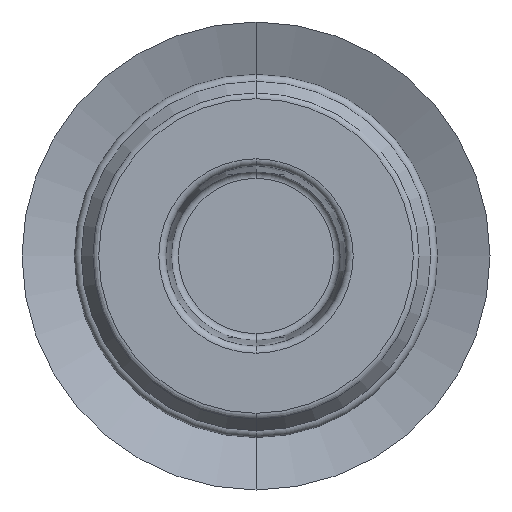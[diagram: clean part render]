
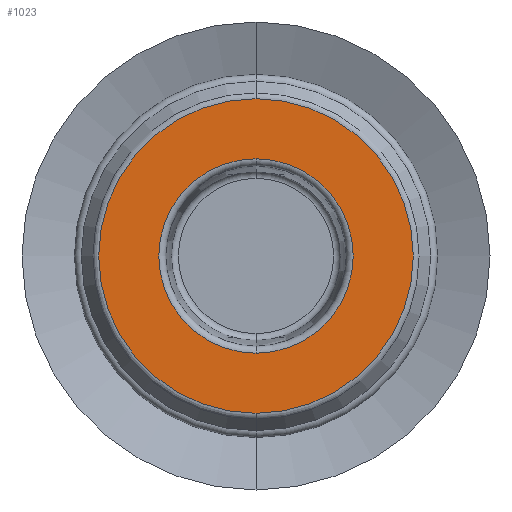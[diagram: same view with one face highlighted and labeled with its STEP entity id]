
A CAD part, front view. The second image highlights one B-rep face of the part: STEP entity #1023.
In plain terms, the highlighted planar face has unit normal (0, -1, 0).
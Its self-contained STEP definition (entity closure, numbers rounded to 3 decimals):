
#162 = CARTESIAN_POINT ( 'NONE',  ( 0., -3.4, 0. ) ) ;
#163 = DIRECTION ( 'NONE',  ( 0., 1., 0. ) ) ;
#164 = DIRECTION ( 'NONE',  ( 0., 0., 1. ) ) ;
#174 = ORIENTED_EDGE ( 'NONE', *, *, #1109, .F. ) ;
#175 = ORIENTED_EDGE ( 'NONE', *, *, #1040, .F. ) ;
#176 = ORIENTED_EDGE ( 'NONE', *, *, #1033, .T. ) ;
#177 = ORIENTED_EDGE ( 'NONE', *, *, #1117, .T. ) ;
#246 = FACE_BOUND ( 'NONE', #620, .T. ) ;
#247 = FACE_OUTER_BOUND ( 'NONE', #621, .T. ) ;
#371 = AXIS2_PLACEMENT_3D ( 'NONE', #759, #760, #761 ) ;
#400 = CIRCLE ( 'NONE', #401, 6.958 ) ;
#401 = AXIS2_PLACEMENT_3D ( 'NONE', #789, #790, #791 ) ;
#414 = CIRCLE ( 'NONE', #415, 11.259 ) ;
#415 = AXIS2_PLACEMENT_3D ( 'NONE', #810, #811, #812 ) ;
#513 = CIRCLE ( 'NONE', #517, 11.259 ) ;
#517 = AXIS2_PLACEMENT_3D ( 'NONE', #162, #163, #164 ) ;
#532 = CIRCLE ( 'NONE', #533, 6.958 ) ;
#533 = AXIS2_PLACEMENT_3D ( 'NONE', #884, #885, #886 ) ;
#620 = EDGE_LOOP ( 'NONE', ( #177, #176 ) ) ;
#621 = EDGE_LOOP ( 'NONE', ( #174, #175 ) ) ;
#716 = VERTEX_POINT ( 'NONE', #1214 ) ;
#717 = VERTEX_POINT ( 'NONE', #1215 ) ;
#726 = VERTEX_POINT ( 'NONE', #1224 ) ;
#727 = VERTEX_POINT ( 'NONE', #1225 ) ;
#758 = PLANE ( 'NONE',  #371 ) ;
#759 = CARTESIAN_POINT ( 'NONE',  ( 0., -3.4, 11.259 ) ) ;
#760 = DIRECTION ( 'NONE',  ( 0., -1., 0. ) ) ;
#761 = DIRECTION ( 'NONE',  ( 0., 0., -1. ) ) ;
#789 = CARTESIAN_POINT ( 'NONE',  ( 0., -3.4, 0. ) ) ;
#790 = DIRECTION ( 'NONE',  ( 0., 1., 0. ) ) ;
#791 = DIRECTION ( 'NONE',  ( 0., 0., 1. ) ) ;
#810 = CARTESIAN_POINT ( 'NONE',  ( 0., -3.4, 0. ) ) ;
#811 = DIRECTION ( 'NONE',  ( 0., 1., 0. ) ) ;
#812 = DIRECTION ( 'NONE',  ( 0., 0., 1. ) ) ;
#884 = CARTESIAN_POINT ( 'NONE',  ( 0., -3.4, 0. ) ) ;
#885 = DIRECTION ( 'NONE',  ( 0., 1., 0. ) ) ;
#886 = DIRECTION ( 'NONE',  ( 0., 0., 1. ) ) ;
#1023 = ADVANCED_FACE ( 'NONE', ( #246, #247 ), #758, .T. ) ;
#1033 = EDGE_CURVE ( 'NONE', #716, #717, #400, .T. ) ;
#1040 = EDGE_CURVE ( 'NONE', #727, #726, #414, .T. ) ;
#1109 = EDGE_CURVE ( 'NONE', #726, #727, #513, .T. ) ;
#1117 = EDGE_CURVE ( 'NONE', #717, #716, #532, .T. ) ;
#1214 = CARTESIAN_POINT ( 'NONE',  ( 0., -3.4, -6.958 ) ) ;
#1215 = CARTESIAN_POINT ( 'NONE',  ( 0., -3.4, 6.958 ) ) ;
#1224 = CARTESIAN_POINT ( 'NONE',  ( 0., -3.4, 11.259 ) ) ;
#1225 = CARTESIAN_POINT ( 'NONE',  ( 0., -3.4, -11.259 ) ) ;
